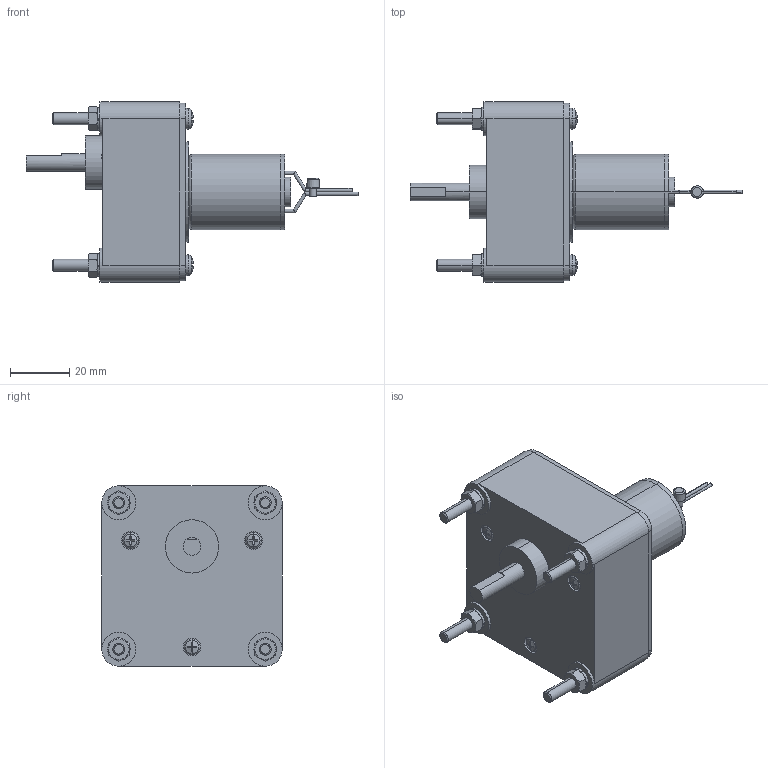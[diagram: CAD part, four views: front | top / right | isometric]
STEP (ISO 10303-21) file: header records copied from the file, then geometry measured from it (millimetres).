
FILE_DESCRIPTION(('starvars output'),'2;1');
FILE_NAME('25b6h.stp','11:20:56 2014/09/10',( 'Thomas Industrial Network Germany GmbH'),( 'Thomas Industrial Network Germany GmbH'),'unknown preprocess','ACIS' ,'unknown authorization');
FILE_SCHEMA(('AUTOMOTIVE_DESIGN_CC2 {UNKNOWN IMPLEMENTATION LEVEL}'));
Length unit declared in the file: millimetre
Products named in the file (1): PRODUCT_ID_8
Bounding box: 112.22 x 61 x 61 mm (x, y, z)
Volume: 124764.7 mm3; surface area: 19589.1 mm2
Topology: 2 solids, 4 shells, 394 faces, 920 edges, 557 vertices
Faces by surface type: plane 168, cone 100, cylinder 90, torus 22, bspline 14
Entity records: 13085 total; most frequent: CARTESIAN_POINT 2617, ORIENTED_EDGE 1832, DIRECTION 1114, EDGE_CURVE 916, VERTEX_POINT 557, EDGE_LOOP 431, FACE_BOUND 431, ADVANCED_FACE 394
